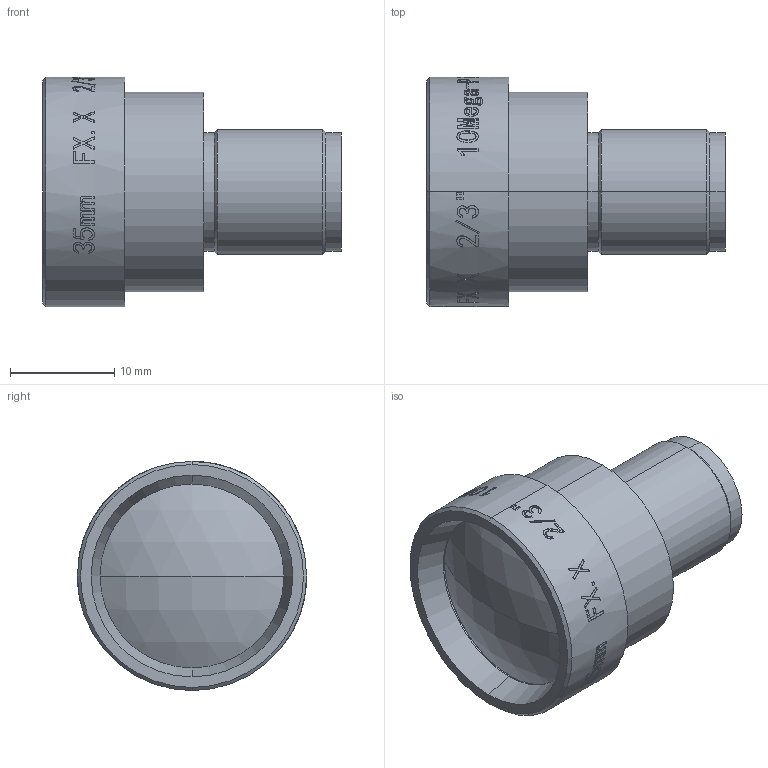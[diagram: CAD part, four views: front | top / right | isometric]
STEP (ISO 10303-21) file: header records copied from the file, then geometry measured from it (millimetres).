
FILE_DESCRIPTION (( 'STEP AP203' ), '1' );
FILE_NAME ('VA-LM12-10MP-35MM-F2.8-015.STEP', '2023-05-23T01:14:28', ( 'Microsoft' ), ( 'Microsoft' ), 'SwSTEP 2.0', 'SolidWorks 2014', '' );
FILE_SCHEMA (( 'CONFIG_CONTROL_DESIGN' ));
Length unit declared in the file: millimetre
Products named in the file (1): VA-LM12-10MP-35MM-F2.8-015
Bounding box: 28.67 x 22 x 22 mm (x, y, z)
Surface area: 2536.4 mm2 (no closed solid volume)
Topology: 0 solids, 4 shells, 280 faces, 849 edges, 568 vertices
Faces by surface type: bspline 121, plane 88, cylinder 49, cone 18, sphere 4
Entity records: 23199 total; most frequent: CARTESIAN_POINT 16719, ORIENTED_EDGE 1496, DIRECTION 893, EDGE_CURVE 849, VERTEX_POINT 568, B_SPLINE_CURVE_WITH_KNOTS 466, AXIS2_PLACEMENT_3D 350, EDGE_LOOP 319
